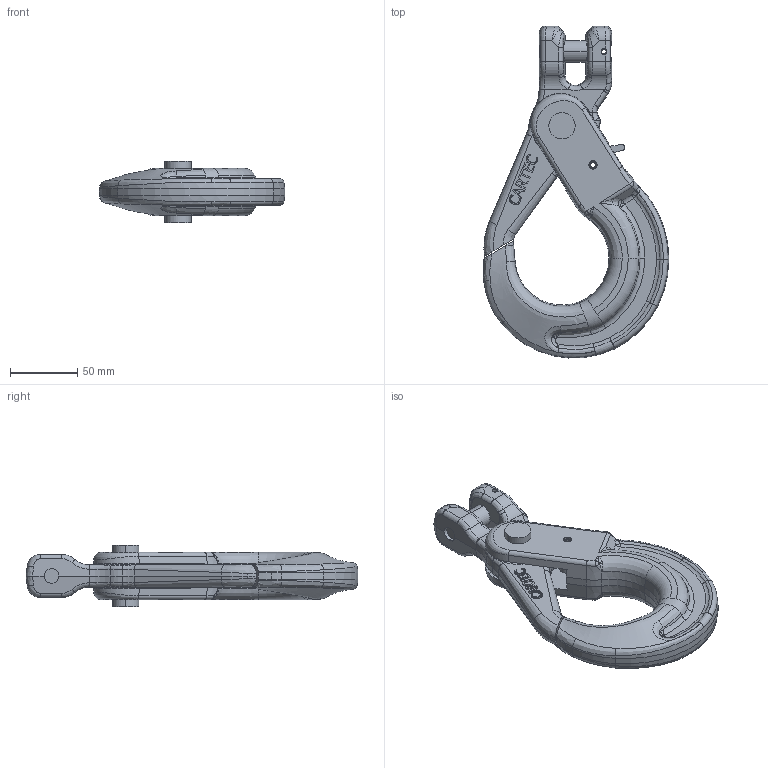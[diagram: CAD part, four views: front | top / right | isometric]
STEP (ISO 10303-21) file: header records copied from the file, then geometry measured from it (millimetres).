
FILE_DESCRIPTION(('STEP AP214'),'1');
FILE_NAME('crf_13.stp','2018-01-22T14:38:59',('TraceParts'),('TraceParts S.A.'),'Spatial InterOp 3D',' ',' ');
FILE_SCHEMA(('automotive_design'));
Length unit declared in the file: millimetre
Products named in the file (8): crf_13_1; crf_13_2; crf_13_3; crf_13_4; crf_13_5; crf_13_6; crf_13_7; crf_13_8
Bounding box: 137.8 x 246.49 x 46 mm (x, y, z)
Volume: 400917.9 mm3; surface area: 80084.6 mm2
Topology: 8 solids, 8 shells, 605 faces, 1528 edges, 908 vertices
Faces by surface type: bspline 221, plane 144, cylinder 118, torus 66, cone 50, sphere 6
Entity records: 48774 total; most frequent: CARTESIAN_POINT 30658, ORIENTED_EDGE 2988, DIRECTION 2427, EDGE_CURVE 1494, AXIS2_PLACEMENT_3D 971, VERTEX_POINT 908, EDGE_LOOP 636, STYLED_ITEM 613
